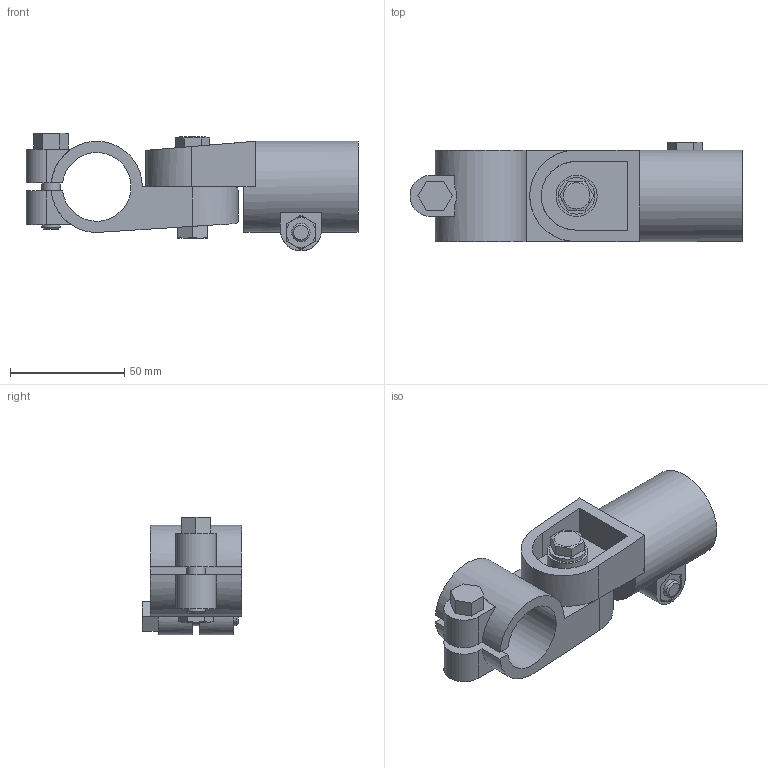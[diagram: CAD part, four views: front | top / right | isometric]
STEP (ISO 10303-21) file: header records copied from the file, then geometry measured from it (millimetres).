
FILE_DESCRIPTION( ( 'STEP AP214' ), '1' );
FILE_NAME( 'K0488.530.stp', '2020-12-08T10:27:34', ( '' ), ( '' ), ' ', 'PARTsolutions', ' ' );
FILE_SCHEMA( ( 'AUTOMOTIVE_DESIGN { 1 0 10303 214 1 1 1 1 }' ) );
Length unit declared in the file: millimetre
Products named in the file (6): K0488.530; _K0488.530_gelenkklemmstueck_a; _K0488.530_gelenkklemmstueck_b; _K0868.08; _K0870.08X35; _K1145.08
Assembly tree (5 placements, depth 2):
  K0488.530
    _K0488.530_gelenkklemmstueck_a
    _K0488.530_gelenkklemmstueck_b
    _K0868.08
    _K0870.08X35
    _K1145.08
Bounding box: 145.5 x 43.5 x 51.5 mm (x, y, z)
Volume: 100629.4 mm3; surface area: 43251.5 mm2
Topology: 5 solids, 5 shells, 179 faces, 448 edges, 290 vertices
Faces by surface type: plane 101, cylinder 42, cone 36
Full cylindrical faces by diameter (mm): 6.647 x1, 8 x5, 8.4 x1, 9 x2, 11.6 x1, 16 x1, 18 x2
Entity records: 6901 total; most frequent: CARTESIAN_POINT 1206, ORIENTED_EDGE 848, DIRECTION 847, EDGE_CURVE 424, AXIS2_PLACEMENT_3D 314, VERTEX_POINT 285, EDGE_LOOP 221, LINE 219
